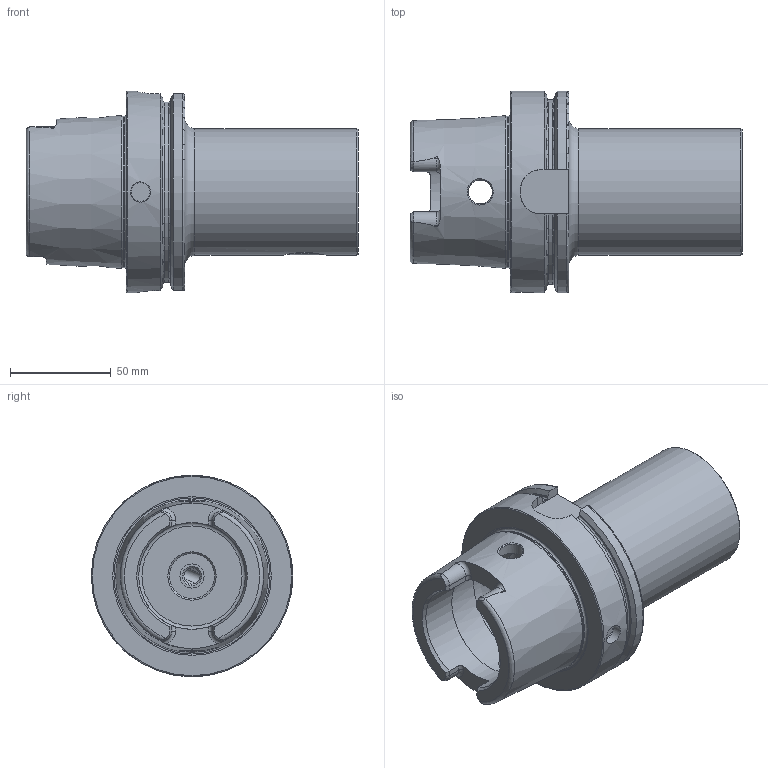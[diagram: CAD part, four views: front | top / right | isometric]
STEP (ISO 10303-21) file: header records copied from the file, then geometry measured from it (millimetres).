
FILE_DESCRIPTION (( 'STEP AP214' ), '1' );
FILE_NAME ('HA0.KM6.K01.115.STEP', '2020-12-07T11:42:05', ( '' ), ( '' ), 'SwSTEP 2.0', 'SolidWorks 2017', '' );
FILE_SCHEMA (( 'AUTOMOTIVE_DESIGN' ));
Length unit declared in the file: millimetre
Products named in the file (15): DIN 3771 - 12.42x1.78; KM6-ER1.002.019_A; DIN 3771 - 41x1.78; DIN 5401-14; KM6-ER1.005.25_A; ISO 8741-8x16; ISO 8741-5x10; DIN 7984 - M6 x 8; DIN 3771 - 15.6x1.78; KM6-ER1.004.038_A; HA0-KM6.K01.115_B_Fertigbearbeitung; KM6-ER1.001.050_A; HA0.KM6.K01.115; KM6-ER1.006.021_A; KM6-ER1.001.050_gespannt
Assembly tree (19 placements, depth 3):
  HA0.KM6.K01.115
    HA0-KM6.K01.115_B_Fertigbearbeitung
    KM6-ER1.001.050_gespannt
      KM6-ER1.001.050_A
      KM6-ER1.004.038_A
      DIN 3771 - 15.6x1.78
      ISO 8741-8x16  x4
      KM6-ER1.006.021_A
      DIN 3771 - 12.42x1.78
      KM6-ER1.005.25_A
      DIN 7984 - M6 x 8  x2
      DIN 5401-14  x2
      KM6-ER1.002.019_A
      DIN 3771 - 41x1.78
      ISO 8741-5x10
Bounding box: 164.9 x 100 x 100 mm (x, y, z)
Volume: 469010.3 mm3; surface area: 105205.4 mm2
Topology: 18 solids, 18 shells, 455 faces, 1112 edges, 696 vertices
Faces by surface type: plane 201, cylinder 110, cone 80, torus 48, sphere 12, bspline 4
Full cylindrical faces by diameter (mm): 5 x5, 5.5 x3, 6 x2, 6.2 x2, 8 x10, 8.165 x4, 9.4 x1, 10 x4, 10.25 x1, 12 x4, 12.7 x1, 13.1 x1, 14.1 x2, 15.7 x1, 15.925 x2, 16 x2, 16.025 x1, 16.5 x1, 16.525 x1, 18 x3, 18.55 x1, 18.75 x1, 19 x1, 19.35 x1, 20 x1, 22 x1, 22.5 x1, 26 x1, 30.6 x1, 34.775 x1
Entity records: 14694 total; most frequent: CARTESIAN_POINT 5008, DIRECTION 1682, ORIENTED_EDGE 1488, EDGE_CURVE 744, AXIS2_PLACEMENT_3D 715, EDGE_LOOP 567, VERTEX_POINT 541, FACE_OUTER_BOUND 477
